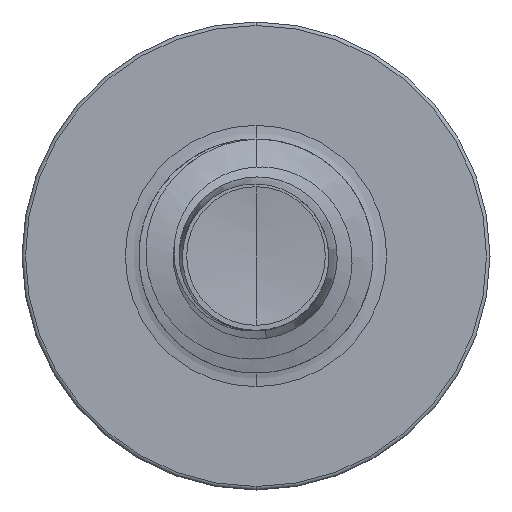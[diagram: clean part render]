
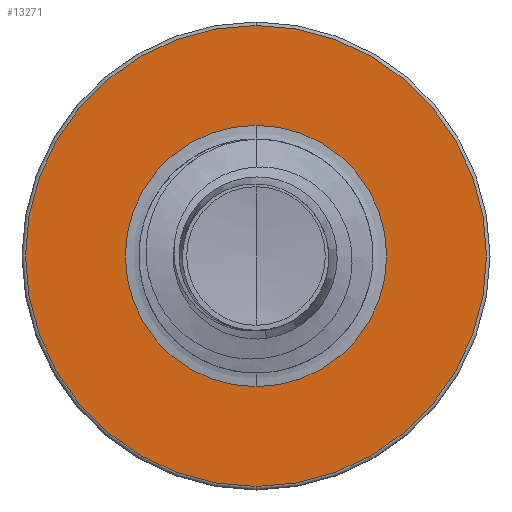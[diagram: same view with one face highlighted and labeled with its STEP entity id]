
A CAD part, front view. The second image highlights one B-rep face of the part: STEP entity #13271.
In plain terms, the highlighted planar face has unit normal (0, -1, 0).
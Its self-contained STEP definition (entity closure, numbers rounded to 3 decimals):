
#326 = DIRECTION ( 'NONE',  ( 0., 1., 0. ) ) ;
#545 = EDGE_CURVE ( 'NONE', #1807, #3147, #3867, .T. ) ;
#680 = CARTESIAN_POINT ( 'NONE',  ( 0., 2.25, -0.558 ) ) ;
#1342 = DIRECTION ( 'NONE',  ( 0., 0., 1. ) ) ;
#1411 = CARTESIAN_POINT ( 'NONE',  ( 0., 2.25, 0. ) ) ;
#1589 = AXIS2_PLACEMENT_3D ( 'NONE', #680, #4164, #10840 ) ;
#1604 = CIRCLE ( 'NONE', #7557, 0.985 ) ;
#1778 = DIRECTION ( 'NONE',  ( 0., 1., 0. ) ) ;
#1807 = VERTEX_POINT ( 'NONE', #9942 ) ;
#2532 = DIRECTION ( 'NONE',  ( 0., 0., 1. ) ) ;
#2888 = AXIS2_PLACEMENT_3D ( 'NONE', #1411, #8866, #2532 ) ;
#3147 = VERTEX_POINT ( 'NONE', #6991 ) ;
#3701 = EDGE_LOOP ( 'NONE', ( #8683, #8853 ) ) ;
#3867 = CIRCLE ( 'NONE', #8029, 0.985 ) ;
#3921 = CIRCLE ( 'NONE', #2888, 0.558 ) ;
#4117 = AXIS2_PLACEMENT_3D ( 'NONE', #13292, #7880, #1342 ) ;
#4164 = DIRECTION ( 'NONE',  ( 0., 1., 0. ) ) ;
#4282 = EDGE_CURVE ( 'NONE', #13355, #6265, #9229, .T. ) ;
#4414 = CARTESIAN_POINT ( 'NONE',  ( 0., 2.25, -0.558 ) ) ;
#5666 = FACE_BOUND ( 'NONE', #3701, .T. ) ;
#6265 = VERTEX_POINT ( 'NONE', #4414 ) ;
#6599 = CARTESIAN_POINT ( 'NONE',  ( 0., 2.25, 0.558 ) ) ;
#6991 = CARTESIAN_POINT ( 'NONE',  ( 0., 2.25, -0.985 ) ) ;
#7557 = AXIS2_PLACEMENT_3D ( 'NONE', #8266, #1778, #9167 ) ;
#7880 = DIRECTION ( 'NONE',  ( 0., 1., 0. ) ) ;
#8029 = AXIS2_PLACEMENT_3D ( 'NONE', #13303, #326, #13296 ) ;
#8266 = CARTESIAN_POINT ( 'NONE',  ( 0., 2.25, 0. ) ) ;
#8683 = ORIENTED_EDGE ( 'NONE', *, *, #4282, .T. ) ;
#8853 = ORIENTED_EDGE ( 'NONE', *, *, #11290, .T. ) ;
#8866 = DIRECTION ( 'NONE',  ( 0., 1., 0. ) ) ;
#9167 = DIRECTION ( 'NONE',  ( 0., 0., 1. ) ) ;
#9229 = CIRCLE ( 'NONE', #4117, 0.558 ) ;
#9942 = CARTESIAN_POINT ( 'NONE',  ( 0., 2.25, 0.985 ) ) ;
#10078 = PLANE ( 'NONE',  #1589 ) ;
#10383 = ORIENTED_EDGE ( 'NONE', *, *, #545, .F. ) ;
#10414 = ORIENTED_EDGE ( 'NONE', *, *, #10705, .F. ) ;
#10571 = FACE_OUTER_BOUND ( 'NONE', #12646, .T. ) ;
#10705 = EDGE_CURVE ( 'NONE', #3147, #1807, #1604, .T. ) ;
#10840 = DIRECTION ( 'NONE',  ( 0., 0., 1. ) ) ;
#11290 = EDGE_CURVE ( 'NONE', #6265, #13355, #3921, .T. ) ;
#12646 = EDGE_LOOP ( 'NONE', ( #10383, #10414 ) ) ;
#13271 = ADVANCED_FACE ( 'NONE', ( #10571, #5666 ), #10078, .F. ) ;
#13292 = CARTESIAN_POINT ( 'NONE',  ( 0., 2.25, 0. ) ) ;
#13296 = DIRECTION ( 'NONE',  ( 0., 0., 1. ) ) ;
#13303 = CARTESIAN_POINT ( 'NONE',  ( 0., 2.25, 0. ) ) ;
#13355 = VERTEX_POINT ( 'NONE', #6599 ) ;
